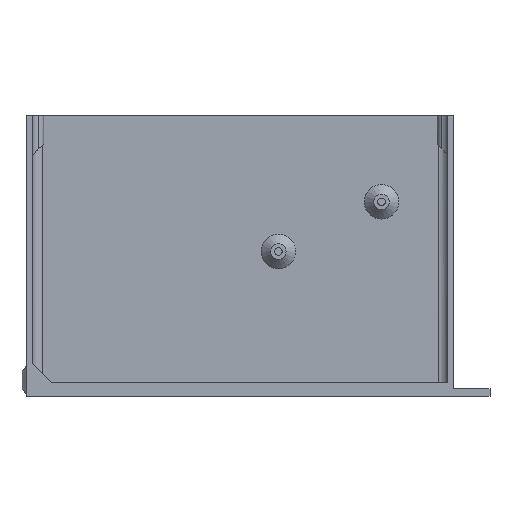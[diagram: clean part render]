
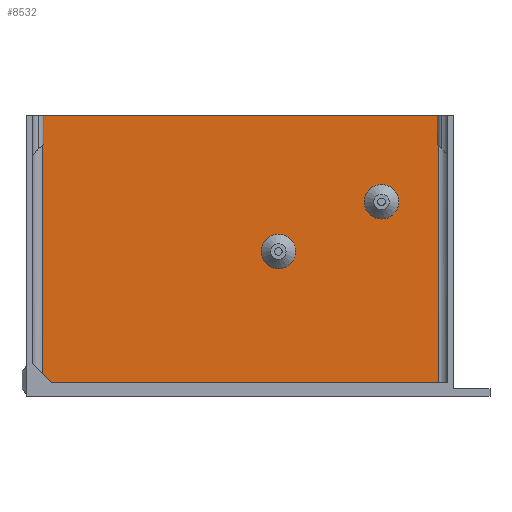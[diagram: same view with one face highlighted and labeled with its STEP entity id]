
A CAD part, top view. The second image highlights one B-rep face of the part: STEP entity #8532.
In plain terms, the highlighted planar face has unit normal (0, 0, 1).
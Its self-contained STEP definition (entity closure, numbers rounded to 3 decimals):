
#115=CIRCLE('',#8851,9.);
#117=CIRCLE('',#8854,9.);
#185=FACE_BOUND('',#1288,.T.);
#186=FACE_BOUND('',#1289,.T.);
#375=PLANE('',#8853);
#792=FACE_OUTER_BOUND('',#1287,.T.);
#1287=EDGE_LOOP('',(#7457,#7458,#7459,#7460,#7461,#7462,#7463,#7464));
#1288=EDGE_LOOP('',(#7465));
#1289=EDGE_LOOP('',(#7466));
#2041=LINE('',#15463,#2874);
#2068=LINE('',#15524,#2901);
#2069=LINE('',#15526,#2902);
#2070=LINE('',#15528,#2903);
#2071=LINE('',#15530,#2904);
#2072=LINE('',#15531,#2905);
#2073=LINE('',#15533,#2906);
#2074=LINE('',#15534,#2907);
#2874=VECTOR('',#10057,10.);
#2901=VECTOR('',#10100,10.);
#2902=VECTOR('',#10101,10.);
#2903=VECTOR('',#10102,10.);
#2904=VECTOR('',#10103,10.);
#2905=VECTOR('',#10104,10.);
#2906=VECTOR('',#10105,10.);
#2907=VECTOR('',#10106,10.);
#4080=VERTEX_POINT('',#15460);
#4081=VERTEX_POINT('',#15462);
#4104=VERTEX_POINT('',#15516);
#4106=VERTEX_POINT('',#15522);
#4107=VERTEX_POINT('',#15523);
#4108=VERTEX_POINT('',#15525);
#4109=VERTEX_POINT('',#15527);
#4110=VERTEX_POINT('',#15529);
#4111=VERTEX_POINT('',#15532);
#4112=VERTEX_POINT('',#15535);
#5229=EDGE_CURVE('',#4080,#4081,#2041,.T.);
#5257=EDGE_CURVE('',#4104,#4104,#115,.T.);
#5260=EDGE_CURVE('',#4106,#4107,#2068,.T.);
#5261=EDGE_CURVE('',#4108,#4106,#2069,.T.);
#5262=EDGE_CURVE('',#4109,#4108,#2070,.T.);
#5263=EDGE_CURVE('',#4110,#4109,#2071,.T.);
#5264=EDGE_CURVE('',#4110,#4081,#2072,.T.);
#5265=EDGE_CURVE('',#4111,#4080,#2073,.T.);
#5266=EDGE_CURVE('',#4107,#4111,#2074,.T.);
#5267=EDGE_CURVE('',#4112,#4112,#117,.T.);
#7457=ORIENTED_EDGE('',*,*,#5260,.F.);
#7458=ORIENTED_EDGE('',*,*,#5261,.F.);
#7459=ORIENTED_EDGE('',*,*,#5262,.F.);
#7460=ORIENTED_EDGE('',*,*,#5263,.F.);
#7461=ORIENTED_EDGE('',*,*,#5264,.T.);
#7462=ORIENTED_EDGE('',*,*,#5229,.F.);
#7463=ORIENTED_EDGE('',*,*,#5265,.F.);
#7464=ORIENTED_EDGE('',*,*,#5266,.F.);
#7465=ORIENTED_EDGE('',*,*,#5267,.F.);
#7466=ORIENTED_EDGE('',*,*,#5257,.F.);
#8532=ADVANCED_FACE('',(#792,#185,#186),#375,.T.);
#8851=AXIS2_PLACEMENT_3D('',#15517,#10093,#10094);
#8853=AXIS2_PLACEMENT_3D('',#15521,#10098,#10099);
#8854=AXIS2_PLACEMENT_3D('',#15536,#10107,#10108);
#10057=DIRECTION('',(-1.,0.,0.));
#10093=DIRECTION('center_axis',(0.,0.,1.));
#10094=DIRECTION('ref_axis',(1.,0.,0.));
#10098=DIRECTION('center_axis',(0.,0.,1.));
#10099=DIRECTION('ref_axis',(1.,0.,0.));
#10100=DIRECTION('',(0.,-1.,0.));
#10101=DIRECTION('',(1.,0.,0.));
#10102=DIRECTION('',(0.,1.,0.));
#10103=DIRECTION('',(-1.,0.,0.));
#10104=DIRECTION('',(0.,1.,0.));
#10105=DIRECTION('',(0.,1.,0.));
#10106=DIRECTION('',(-1.,0.,0.));
#10107=DIRECTION('center_axis',(0.,0.,1.));
#10108=DIRECTION('ref_axis',(1.,0.,0.));
#15460=CARTESIAN_POINT('',(117.741,7.,-41.));
#15462=CARTESIAN_POINT('',(105.759,7.,-41.));
#15463=CARTESIAN_POINT('',(57.375,7.,-41.));
#15516=CARTESIAN_POINT('',(122.68,75.885,-41.));
#15517=CARTESIAN_POINT('Origin',(131.68,75.885,-41.));
#15521=CARTESIAN_POINT('Origin',(117.741,-60.,-41.));
#15522=CARTESIAN_POINT('',(215.5,147.,-41.));
#15523=CARTESIAN_POINT('',(215.5,4.,-41.));
#15524=CARTESIAN_POINT('',(215.5,-60.,-41.));
#15525=CARTESIAN_POINT('',(8.,147.,-41.));
#15526=CARTESIAN_POINT('',(3.,147.,-41.));
#15527=CARTESIAN_POINT('',(8.,4.,-41.));
#15528=CARTESIAN_POINT('',(8.,3.5,-41.));
#15529=CARTESIAN_POINT('',(105.759,4.,-41.));
#15530=CARTESIAN_POINT('',(32.058,4.,-41.));
#15531=CARTESIAN_POINT('',(105.759,0.,-41.));
#15532=CARTESIAN_POINT('',(117.741,4.,-41.));
#15533=CARTESIAN_POINT('',(117.741,0.,-41.));
#15534=CARTESIAN_POINT('',(142.308,4.,-41.));
#15535=CARTESIAN_POINT('',(176.68,101.885,-41.));
#15536=CARTESIAN_POINT('Origin',(185.68,101.885,-41.));
